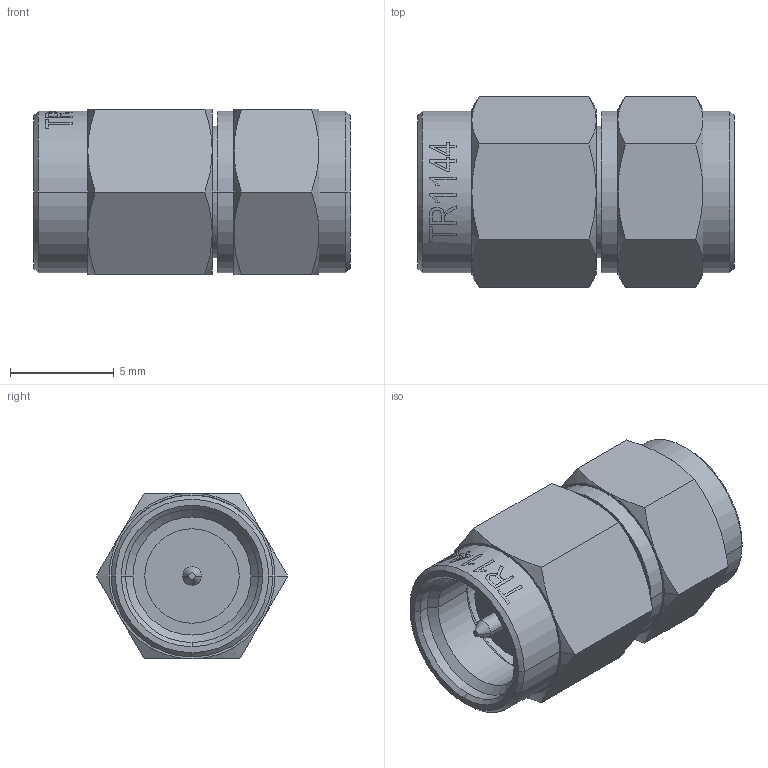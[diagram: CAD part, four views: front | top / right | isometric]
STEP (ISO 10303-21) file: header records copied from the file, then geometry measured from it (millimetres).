
FILE_DESCRIPTION (( 'STEP AP214' ), '1' );
FILE_NAME ('FMTR1144_3D.step', '2023-05-08T14:26:20', ( '' ), ( '' ), 'SwSTEP 2.0', 'SolidWorks 2022', '' );
FILE_SCHEMA (( 'AUTOMOTIVE_DESIGN' ));
Length unit declared in the file: millimetre
Products named in the file (1): FMTR1144_3D
Bounding box: 15.25 x 9.24 x 8 mm (x, y, z)
Volume: 695.6 mm3; surface area: 659.9 mm2
Topology: 1 solids, 1 shells, 92 faces, 243 edges, 170 vertices
Faces by surface type: cone 43, cylinder 27, plane 22
Entity records: 3403 total; most frequent: CARTESIAN_POINT 1016, ORIENTED_EDGE 486, DIRECTION 468, EDGE_CURVE 243, AXIS2_PLACEMENT_3D 197, VERTEX_POINT 170, EDGE_LOOP 109, CIRCLE 104
